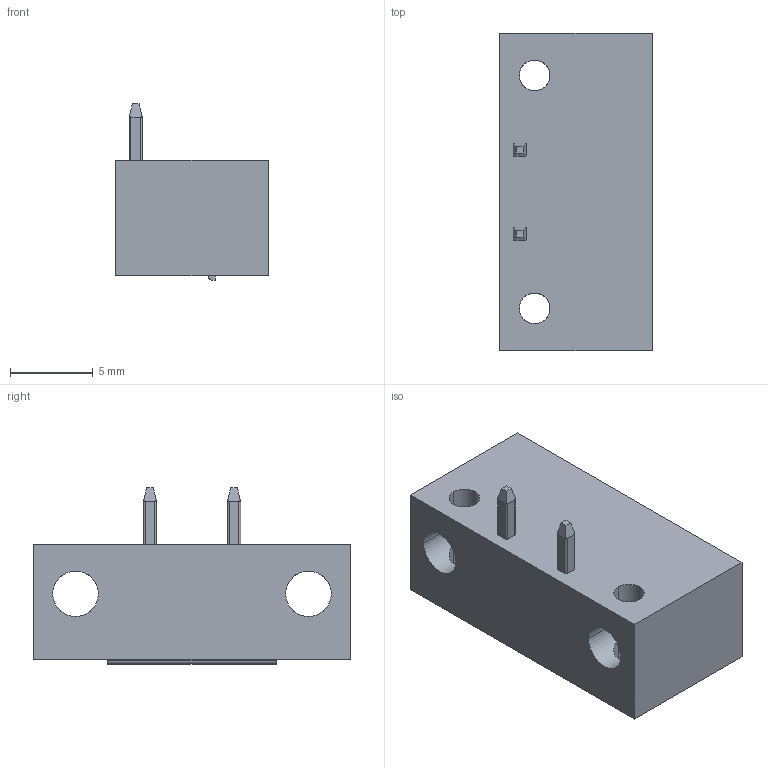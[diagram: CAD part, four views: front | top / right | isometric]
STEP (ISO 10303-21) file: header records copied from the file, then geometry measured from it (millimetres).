
FILE_DESCRIPTION((''),'2;1');
FILE_NAME('TLPHW-313R-02P','2024-10-30T12:01:59',('sheji'),(''),'CREO PARAMETRIC BY PTC INC, 2018100','CREO PARAMETRIC BY PTC INC, 2018100','');
FILE_SCHEMA(('CONFIG_CONTROL_DESIGN'));
Length unit declared in the file: millimetre
Products named in the file (1): TLPHW-313R-02P
Bounding box: 9.2 x 19.18 x 10.65 mm (x, y, z)
Volume: 884.8 mm3; surface area: 1283.3 mm2
Topology: 1 solids, 1 shells, 148 faces, 383 edges, 246 vertices
Faces by surface type: plane 107, cylinder 31, cone 10
Entity records: 4692 total; most frequent: CARTESIAN_POINT 1060, ORIENTED_EDGE 766, DIRECTION 687, EDGE_CURVE 383, VECTOR 287, LINE 287, VERTEX_POINT 246, AXIS2_PLACEMENT_3D 200
